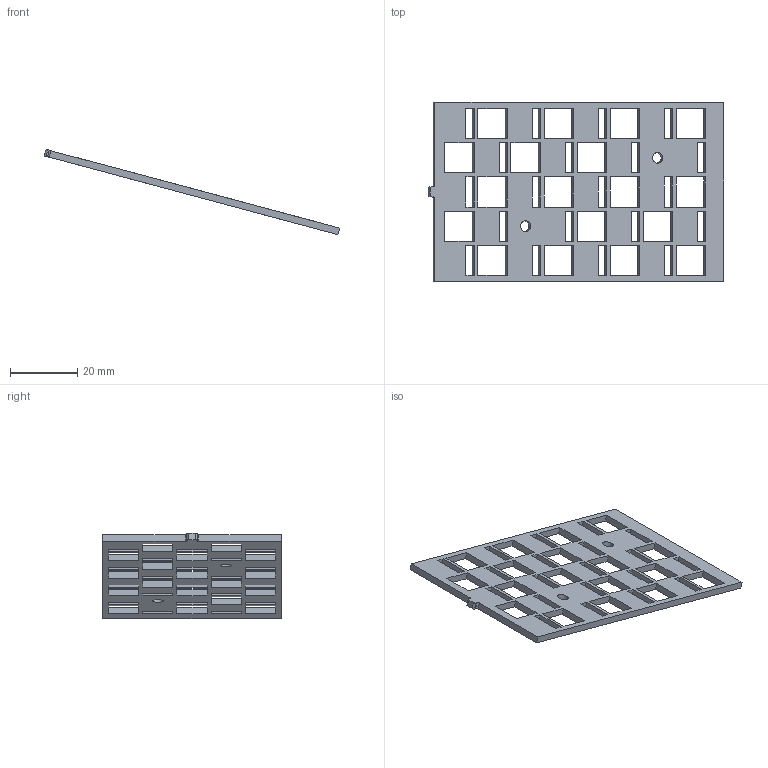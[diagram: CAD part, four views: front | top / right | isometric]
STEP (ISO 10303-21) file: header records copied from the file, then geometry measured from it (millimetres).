
FILE_DESCRIPTION(/* description */ (''),/* implementation_level */ '2;1');
FILE_NAME(/* name */ 'Cartidge cover.step',/* time_stamp */ '2022-12-01T11:54:54+08:00',/* author */ (''),/* organization */ (''),/* preprocessor_version */ 'ST-DEVELOPER v19.2',/* originating_system */ 'Autodesk Translation Framework v11.17.0.187',/* authorisation */ '');
FILE_SCHEMA (('AUTOMOTIVE_DESIGN { 1 0 10303 214 3 1 1 }'));
Length unit declared in the file: millimetre
Products named in the file (1): Cartidge cover
Bounding box: 88.13 x 53.4 x 25.41 mm (x, y, z)
Volume: 5687.4 mm3; surface area: 8518.3 mm2
Topology: 1 solids, 1 shells, 168 faces, 498 edges, 332 vertices
Faces by surface type: plane 162, cylinder 6
Full cylindrical faces by diameter (mm): 3.2 x2
Entity records: 5707 total; most frequent: CARTESIAN_POINT 999, ORIENTED_EDGE 996, DIRECTION 848, EDGE_CURVE 498, LINE 486, VECTOR 486, VERTEX_POINT 332, EDGE_LOOP 248
